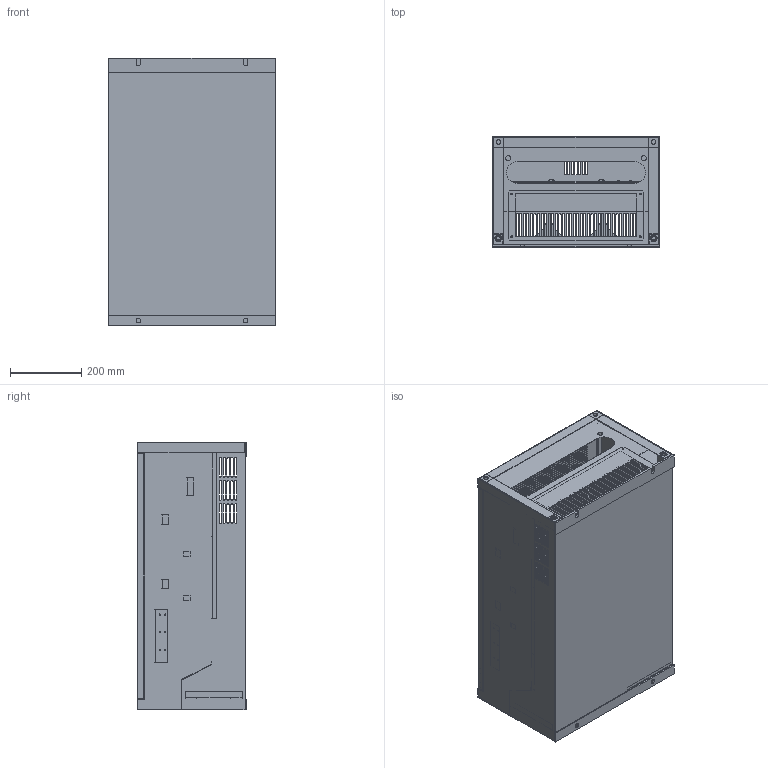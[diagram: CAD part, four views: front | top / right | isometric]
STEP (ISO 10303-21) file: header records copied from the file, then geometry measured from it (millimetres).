
FILE_DESCRIPTION (( 'STEP AP203' ), '1' );
FILE_NAME ('740_110 曷騙语痤耱栩黖1.STEP', '2023-07-21T09:50:29', ( '' ), ( '' ), 'SwSTEP 2.0', 'SolidWorks 2022', '' );
FILE_SCHEMA (( 'CONFIG_CONTROL_DESIGN' ));
Products named in the file (1): 740_110 кВт_Упростить_1
Bounding box: 470 x 308 x 750 mm (x, y, z)
Volume: 2752925.9 mm3; surface area: 3551237.9 mm2
Topology: 1 solids, 1 shells, 2820 faces, 7614 edges, 4814 vertices
Faces by surface type: cylinder 1688, plane 1052, cone 78, torus 2
Entity records: 92245 total; most frequent: DIRECTION 16808, CARTESIAN_POINT 15661, ORIENTED_EDGE 15228, EDGE_CURVE 7614, AXIS2_PLACEMENT_3D 6491, VERTEX_POINT 4814, EDGE_LOOP 4256, LINE 3826
